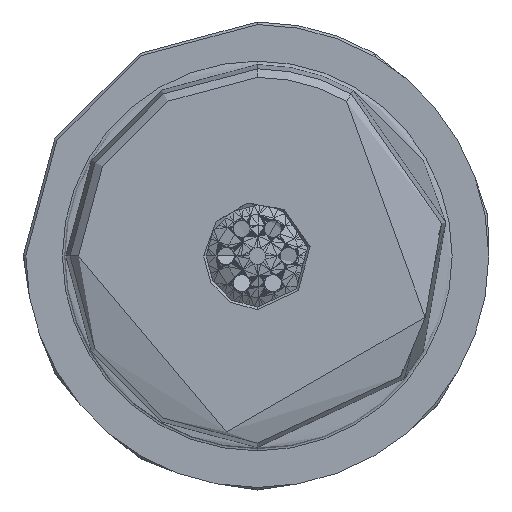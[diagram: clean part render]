
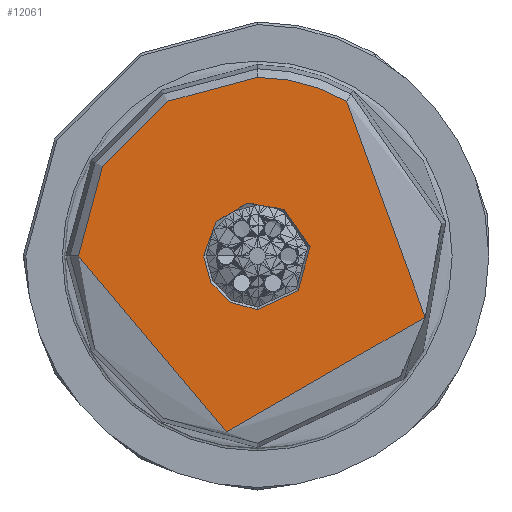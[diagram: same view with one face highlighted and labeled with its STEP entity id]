
A CAD part, front view. The second image highlights one B-rep face of the part: STEP entity #12061.
In plain terms, the highlighted planar face has unit normal (0, -1, 0).
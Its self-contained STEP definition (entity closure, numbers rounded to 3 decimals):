
#137 = DIRECTION ( 'NONE',  ( 0., -1., 0. ) ) ;
#369 = CARTESIAN_POINT ( 'NONE',  ( -32.687, 45.644, 0. ) ) ;
#387 = CARTESIAN_POINT ( 'NONE',  ( -29.537, 45.644, 5.456 ) ) ;
#812 = CARTESIAN_POINT ( 'NONE',  ( -38.987, 45.644, 0. ) ) ;
#1210 = AXIS2_PLACEMENT_3D ( 'NONE', #26919, #24237, #16688 ) ;
#1511 = CARTESIAN_POINT ( 'NONE',  ( -22.187, 45.644, 18.187 ) ) ;
#1775 = ORIENTED_EDGE ( 'NONE', *, *, #19719, .T. ) ;
#1906 = AXIS2_PLACEMENT_3D ( 'NONE', #10128, #137, #27336 ) ;
#2150 = ORIENTED_EDGE ( 'NONE', *, *, #5119, .F. ) ;
#5119 = EDGE_CURVE ( 'NONE', #15793, #19443, #14590, .T. ) ;
#5160 = EDGE_CURVE ( 'NONE', #7863, #24811, #13810, .T. ) ;
#6658 = AXIS2_PLACEMENT_3D ( 'NONE', #17713, #18021, #10329 ) ;
#6717 = CARTESIAN_POINT ( 'NONE',  ( -32.687, 45.644, 0. ) ) ;
#7117 = DIRECTION ( 'NONE',  ( 0., -1., 0. ) ) ;
#7334 = DIRECTION ( 'NONE',  ( -1., 0., 0. ) ) ;
#7567 = DIRECTION ( 'NONE',  ( -1., 0., 0. ) ) ;
#7645 = AXIS2_PLACEMENT_3D ( 'NONE', #21534, #7117, #7334 ) ;
#7863 = VERTEX_POINT ( 'NONE', #1511 ) ;
#7873 = EDGE_LOOP ( 'NONE', ( #2150, #30014, #25089 ) ) ;
#9548 = EDGE_CURVE ( 'NONE', #19443, #30756, #14114, .T. ) ;
#9990 = CIRCLE ( 'NONE', #1906, 21. ) ;
#10128 = CARTESIAN_POINT ( 'NONE',  ( -32.687, 45.644, 0. ) ) ;
#10329 = DIRECTION ( 'NONE',  ( -0.866, 0., -0.5 ) ) ;
#11000 = AXIS2_PLACEMENT_3D ( 'NONE', #22156, #29714, #12196 ) ;
#11092 = EDGE_CURVE ( 'NONE', #24811, #16411, #9990, .T. ) ;
#11100 = ORIENTED_EDGE ( 'NONE', *, *, #5160, .T. ) ;
#11678 = DIRECTION ( 'NONE',  ( 0.5, 0., 0.866 ) ) ;
#12061 = ADVANCED_FACE ( 'NONE', ( #27774, #25053 ), #13054, .T. ) ;
#12196 = DIRECTION ( 'NONE',  ( -1., 0., 0. ) ) ;
#13054 = PLANE ( 'NONE',  #6658 ) ;
#13810 = CIRCLE ( 'NONE', #30589, 21. ) ;
#14114 = CIRCLE ( 'NONE', #19576, 6.3 ) ;
#14590 = CIRCLE ( 'NONE', #1210, 6.3 ) ;
#15793 = VERTEX_POINT ( 'NONE', #387 ) ;
#16411 = VERTEX_POINT ( 'NONE', #27093 ) ;
#16688 = DIRECTION ( 'NONE',  ( 0.5, 0., 0.866 ) ) ;
#17713 = CARTESIAN_POINT ( 'NONE',  ( -22.187, 45.644, 18.187 ) ) ;
#18021 = DIRECTION ( 'NONE',  ( 0., -1., 0. ) ) ;
#18680 = EDGE_CURVE ( 'NONE', #30756, #15793, #24217, .T. ) ;
#19443 = VERTEX_POINT ( 'NONE', #812 ) ;
#19576 = AXIS2_PLACEMENT_3D ( 'NONE', #369, #19591, #7567 ) ;
#19591 = DIRECTION ( 'NONE',  ( 0., -1., 0. ) ) ;
#19719 = EDGE_CURVE ( 'NONE', #16411, #7863, #23046, .T. ) ;
#21534 = CARTESIAN_POINT ( 'NONE',  ( -32.687, 45.644, 0. ) ) ;
#21574 = CARTESIAN_POINT ( 'NONE',  ( -32.687, 45.644, -6.3 ) ) ;
#22156 = CARTESIAN_POINT ( 'NONE',  ( -32.687, 45.644, 0. ) ) ;
#22836 = EDGE_LOOP ( 'NONE', ( #11100, #23802, #1775 ) ) ;
#23046 = CIRCLE ( 'NONE', #11000, 21. ) ;
#23802 = ORIENTED_EDGE ( 'NONE', *, *, #11092, .T. ) ;
#24217 = CIRCLE ( 'NONE', #7645, 6.3 ) ;
#24237 = DIRECTION ( 'NONE',  ( 0., -1., 0. ) ) ;
#24811 = VERTEX_POINT ( 'NONE', #26321 ) ;
#25053 = FACE_OUTER_BOUND ( 'NONE', #22836, .T. ) ;
#25089 = ORIENTED_EDGE ( 'NONE', *, *, #9548, .F. ) ;
#26321 = CARTESIAN_POINT ( 'NONE',  ( -32.687, 45.644, 21. ) ) ;
#26485 = DIRECTION ( 'NONE',  ( 0., -1., 0. ) ) ;
#26919 = CARTESIAN_POINT ( 'NONE',  ( -32.687, 45.644, 0. ) ) ;
#27093 = CARTESIAN_POINT ( 'NONE',  ( -53.687, 45.644, 0. ) ) ;
#27336 = DIRECTION ( 'NONE',  ( 0.5, 0., 0.866 ) ) ;
#27774 = FACE_BOUND ( 'NONE', #7873, .T. ) ;
#29714 = DIRECTION ( 'NONE',  ( 0., -1., 0. ) ) ;
#30014 = ORIENTED_EDGE ( 'NONE', *, *, #18680, .F. ) ;
#30589 = AXIS2_PLACEMENT_3D ( 'NONE', #6717, #26485, #11678 ) ;
#30756 = VERTEX_POINT ( 'NONE', #21574 ) ;
